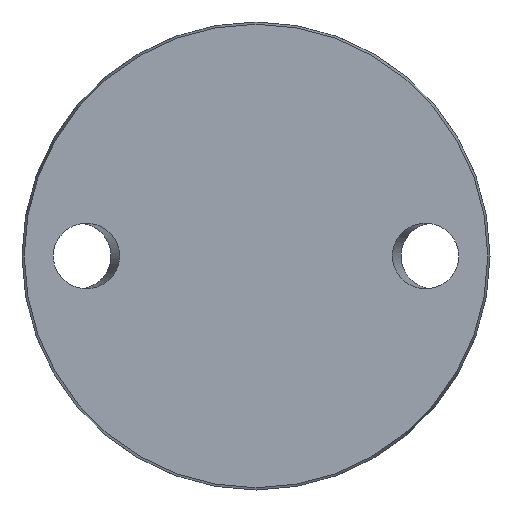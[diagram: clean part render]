
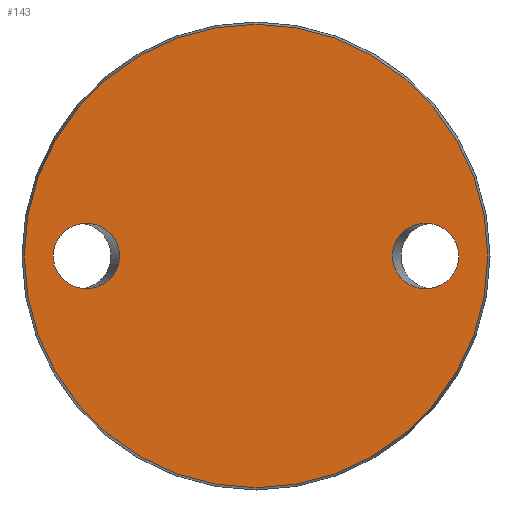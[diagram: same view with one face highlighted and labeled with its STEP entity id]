
A CAD part, front view. The second image highlights one B-rep face of the part: STEP entity #143.
In plain terms, the highlighted planar face has unit normal (0, -1, 0).
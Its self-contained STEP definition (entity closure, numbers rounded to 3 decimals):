
#50 = DIRECTION ( 'NONE',  ( 0., 0., -1. ) ) ;
#66 =( BOUNDED_CURVE ( )  B_SPLINE_CURVE ( 3, ( #401, #480, #462, #91, #867, #623, #950 ),
 .UNSPECIFIED., .T., .F. ) 
 B_SPLINE_CURVE_WITH_KNOTS ( ( 4, 3, 4 ),
 ( 0., 3.142, 6.283 ),
 .UNSPECIFIED. ) 
 CURVE ( )  GEOMETRIC_REPRESENTATION_ITEM ( )  RATIONAL_B_SPLINE_CURVE ( ( 1., 0.333, 0.333, 1., 0.333, 0.333, 1. ) ) 
 REPRESENTATION_ITEM ( '' )  );
#90 = VERTEX_POINT ( 'NONE', #99 ) ;
#91 = CARTESIAN_POINT ( 'NONE',  ( -34.385, 0., 0. ) ) ;
#99 = CARTESIAN_POINT ( 'NONE',  ( 0., 0., -58.425 ) ) ;
#116 = EDGE_LOOP ( 'NONE', ( #153 ) ) ;
#137 = AXIS2_PLACEMENT_3D ( 'NONE', #671, #296, #515 ) ;
#143 = ADVANCED_FACE ( 'NONE', ( #609, #155, #767 ), #366, .F. ) ;
#153 = ORIENTED_EDGE ( 'NONE', *, *, #797, .T. ) ;
#155 = FACE_BOUND ( 'NONE', #557, .T. ) ;
#175 = VERTEX_POINT ( 'NONE', #785 ) ;
#296 = DIRECTION ( 'NONE',  ( 0., 1., 0. ) ) ;
#362 = CARTESIAN_POINT ( 'NONE',  ( 34.385, 0., 16.5 ) ) ;
#365 = DIRECTION ( 'NONE',  ( 0., -1., 0. ) ) ;
#366 = PLANE ( 'NONE',  #137 ) ;
#375 = CARTESIAN_POINT ( 'NONE',  ( 34.385, 0., -16.5 ) ) ;
#397 = ORIENTED_EDGE ( 'NONE', *, *, #491, .F. ) ;
#401 = CARTESIAN_POINT ( 'NONE',  ( -51.115, 0., 0. ) ) ;
#439 = CARTESIAN_POINT ( 'NONE',  ( 51.115, 0., -16.5 ) ) ;
#462 = CARTESIAN_POINT ( 'NONE',  ( -34.385, 0., 16.5 ) ) ;
#480 = CARTESIAN_POINT ( 'NONE',  ( -51.115, 0., 16.5 ) ) ;
#491 = EDGE_CURVE ( 'NONE', #701, #701, #965, .T. ) ;
#515 = DIRECTION ( 'NONE',  ( 0., 0., 1. ) ) ;
#557 = EDGE_LOOP ( 'NONE', ( #397 ) ) ;
#598 = CIRCLE ( 'NONE', #942, 58.425 ) ;
#605 = CARTESIAN_POINT ( 'NONE',  ( 51.115, 0., 16.5 ) ) ;
#609 = FACE_BOUND ( 'NONE', #884, .T. ) ;
#623 = CARTESIAN_POINT ( 'NONE',  ( -51.115, 0., -16.5 ) ) ;
#640 = CARTESIAN_POINT ( 'NONE',  ( 34.385, 0., 0. ) ) ;
#671 = CARTESIAN_POINT ( 'NONE',  ( -58.425, 0., 0. ) ) ;
#678 = CARTESIAN_POINT ( 'NONE',  ( 51.115, 0., 0. ) ) ;
#679 = EDGE_CURVE ( 'NONE', #175, #175, #66, .T. ) ;
#701 = VERTEX_POINT ( 'NONE', #640 ) ;
#753 = CARTESIAN_POINT ( 'NONE',  ( 34.385, 0., 0. ) ) ;
#767 = FACE_OUTER_BOUND ( 'NONE', #116, .T. ) ;
#785 = CARTESIAN_POINT ( 'NONE',  ( -51.115, 0., 0. ) ) ;
#797 = EDGE_CURVE ( 'NONE', #90, #90, #598, .T. ) ;
#844 = ORIENTED_EDGE ( 'NONE', *, *, #679, .T. ) ;
#867 = CARTESIAN_POINT ( 'NONE',  ( -34.385, 0., -16.5 ) ) ;
#884 = EDGE_LOOP ( 'NONE', ( #844 ) ) ;
#887 = CARTESIAN_POINT ( 'NONE',  ( 0., 0., 0. ) ) ;
#942 = AXIS2_PLACEMENT_3D ( 'NONE', #887, #365, #50 ) ;
#950 = CARTESIAN_POINT ( 'NONE',  ( -51.115, 0., 0. ) ) ;
#965 =( BOUNDED_CURVE ( )  B_SPLINE_CURVE ( 3, ( #753, #375, #439, #678, #605, #362, #977 ),
 .UNSPECIFIED., .T., .F. ) 
 B_SPLINE_CURVE_WITH_KNOTS ( ( 4, 3, 4 ),
 ( 0., 3.142, 6.283 ),
 .UNSPECIFIED. ) 
 CURVE ( )  GEOMETRIC_REPRESENTATION_ITEM ( )  RATIONAL_B_SPLINE_CURVE ( ( 1., 0.333, 0.333, 1., 0.333, 0.333, 1. ) ) 
 REPRESENTATION_ITEM ( '' )  );
#977 = CARTESIAN_POINT ( 'NONE',  ( 34.385, 0., 0. ) ) ;
